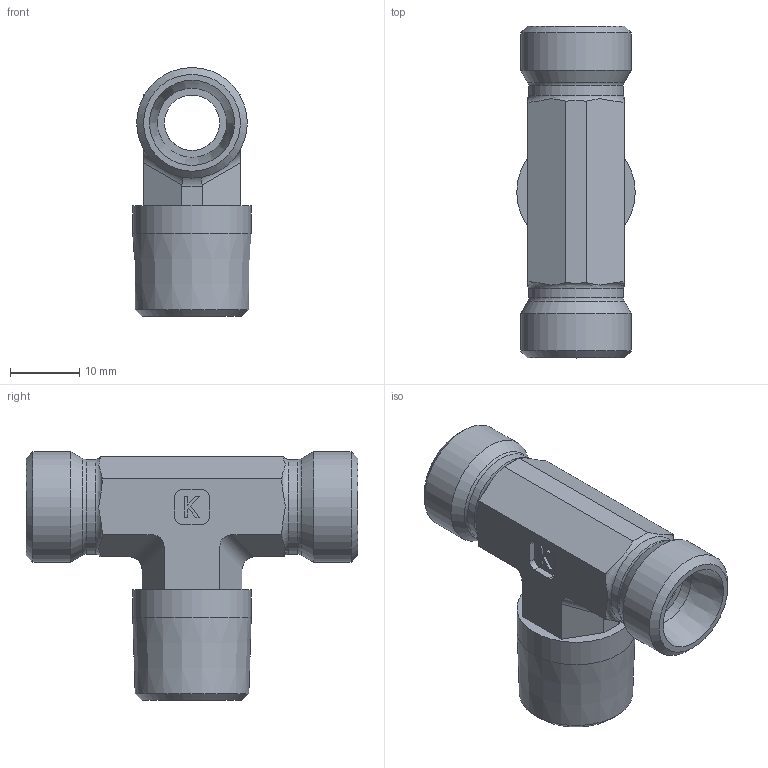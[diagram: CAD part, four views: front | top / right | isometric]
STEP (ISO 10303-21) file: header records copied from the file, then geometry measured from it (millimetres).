
FILE_DESCRIPTION((''),'2;1');
FILE_NAME('28002103816.stp','2014-08-22T14:42:59',(''),('KNOMI spol. s r. o.'),'Autodesk Inventor 2012','Autodesk Inventor 2012','');
FILE_SCHEMA(('AUTOMOTIVE_DESIGN { 1 2 10303 214 0 1 1 1 }'));
Length unit declared in the file: millimetre
Products named in the file (1): THCR2 10LR3/8kuž R3/8/M16
Bounding box: 17.13 x 48 x 36 mm (x, y, z)
Volume: 8901.9 mm3; surface area: 5532.4 mm2
Topology: 1 solids, 1 shells, 81 faces, 215 edges, 141 vertices
Faces by surface type: plane 49, cylinder 19, cone 9, torus 4
Full cylindrical faces by diameter (mm): 7 x1, 8 x1, 10 x2, 13.7 x2, 16 x2, 17.131 x1
Entity records: 2480 total; most frequent: CARTESIAN_POINT 565, DIRECTION 388, ORIENTED_EDGE 366, EDGE_CURVE 183, AXIS2_PLACEMENT_3D 140, VERTEX_POINT 131, EDGE_LOOP 112, VECTOR 108
